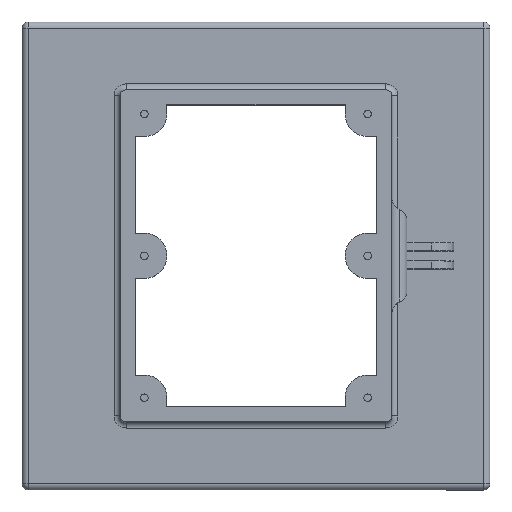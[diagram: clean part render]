
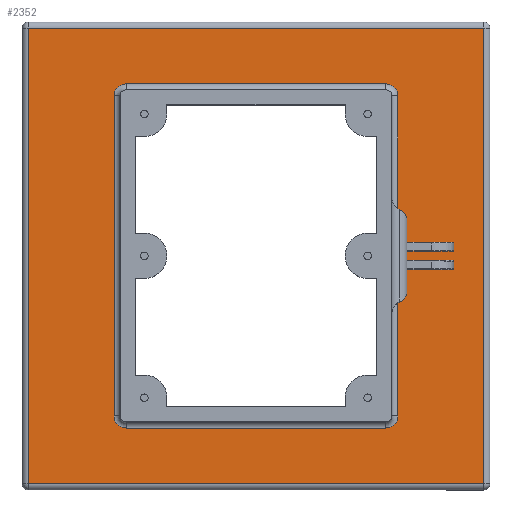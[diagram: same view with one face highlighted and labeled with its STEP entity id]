
A CAD part, top view. The second image highlights one B-rep face of the part: STEP entity #2352.
In plain terms, the highlighted planar face has unit normal (0, 0, 1).
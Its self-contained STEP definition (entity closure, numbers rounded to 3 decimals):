
#54=FACE_BOUND('',#288,.T.);
#85=PLANE('',#2564);
#144=FACE_OUTER_BOUND('',#287,.T.);
#287=EDGE_LOOP('',(#1504,#1505,#1506,#1507));
#288=EDGE_LOOP('',(#1508,#1509,#1510,#1511,#1512,#1513,#1514,#1515,#1516,
#1517,#1518,#1519,#1520,#1521));
#458=CIRCLE('',#2560,4.);
#459=CIRCLE('',#2562,4.);
#460=CIRCLE('',#2565,4.);
#461=CIRCLE('',#2566,4.);
#462=CIRCLE('',#2567,4.);
#463=CIRCLE('',#2568,4.);
#464=CIRCLE('',#2569,4.);
#465=CIRCLE('',#2570,4.);
#599=LINE('',#3652,#779);
#600=LINE('',#3666,#780);
#601=LINE('',#3668,#781);
#602=LINE('',#3670,#782);
#603=LINE('',#3671,#783);
#604=LINE('',#3677,#784);
#605=LINE('',#3681,#785);
#606=LINE('',#3685,#786);
#607=LINE('',#3689,#787);
#608=LINE('',#3692,#788);
#779=VECTOR('',#2858,2.5);
#780=VECTOR('',#2861,10.);
#781=VECTOR('',#2862,10.);
#782=VECTOR('',#2863,10.);
#783=VECTOR('',#2864,10.);
#784=VECTOR('',#2869,10.);
#785=VECTOR('',#2872,10.);
#786=VECTOR('',#2875,10.);
#787=VECTOR('',#2878,10.);
#788=VECTOR('',#2881,10.);
#956=VERTEX_POINT('',#3592);
#958=VERTEX_POINT('',#3595);
#959=VERTEX_POINT('',#3608);
#961=VERTEX_POINT('',#3611);
#966=VERTEX_POINT('',#3664);
#967=VERTEX_POINT('',#3665);
#968=VERTEX_POINT('',#3667);
#969=VERTEX_POINT('',#3669);
#970=VERTEX_POINT('',#3672);
#971=VERTEX_POINT('',#3674);
#972=VERTEX_POINT('',#3676);
#973=VERTEX_POINT('',#3678);
#974=VERTEX_POINT('',#3680);
#975=VERTEX_POINT('',#3682);
#976=VERTEX_POINT('',#3684);
#977=VERTEX_POINT('',#3686);
#978=VERTEX_POINT('',#3688);
#979=VERTEX_POINT('',#3690);
#1168=EDGE_CURVE('',#956,#958,#458,.T.);
#1170=EDGE_CURVE('',#961,#959,#459,.T.);
#1176=EDGE_CURVE('',#961,#958,#599,.T.);
#1178=EDGE_CURVE('',#966,#967,#600,.T.);
#1179=EDGE_CURVE('',#968,#966,#601,.T.);
#1180=EDGE_CURVE('',#969,#968,#602,.T.);
#1181=EDGE_CURVE('',#967,#969,#603,.T.);
#1182=EDGE_CURVE('',#970,#956,#460,.T.);
#1183=EDGE_CURVE('',#959,#971,#461,.T.);
#1184=EDGE_CURVE('',#972,#971,#604,.T.);
#1185=EDGE_CURVE('',#973,#972,#462,.T.);
#1186=EDGE_CURVE('',#974,#973,#605,.T.);
#1187=EDGE_CURVE('',#975,#974,#463,.T.);
#1188=EDGE_CURVE('',#976,#975,#606,.T.);
#1189=EDGE_CURVE('',#977,#976,#464,.T.);
#1190=EDGE_CURVE('',#978,#977,#607,.T.);
#1191=EDGE_CURVE('',#979,#978,#465,.T.);
#1192=EDGE_CURVE('',#970,#979,#608,.T.);
#1504=ORIENTED_EDGE('',*,*,#1178,.F.);
#1505=ORIENTED_EDGE('',*,*,#1179,.F.);
#1506=ORIENTED_EDGE('',*,*,#1180,.F.);
#1507=ORIENTED_EDGE('',*,*,#1181,.F.);
#1508=ORIENTED_EDGE('',*,*,#1182,.T.);
#1509=ORIENTED_EDGE('',*,*,#1168,.T.);
#1510=ORIENTED_EDGE('',*,*,#1176,.F.);
#1511=ORIENTED_EDGE('',*,*,#1170,.T.);
#1512=ORIENTED_EDGE('',*,*,#1183,.T.);
#1513=ORIENTED_EDGE('',*,*,#1184,.F.);
#1514=ORIENTED_EDGE('',*,*,#1185,.F.);
#1515=ORIENTED_EDGE('',*,*,#1186,.F.);
#1516=ORIENTED_EDGE('',*,*,#1187,.F.);
#1517=ORIENTED_EDGE('',*,*,#1188,.F.);
#1518=ORIENTED_EDGE('',*,*,#1189,.F.);
#1519=ORIENTED_EDGE('',*,*,#1190,.F.);
#1520=ORIENTED_EDGE('',*,*,#1191,.F.);
#1521=ORIENTED_EDGE('',*,*,#1192,.F.);
#2352=ADVANCED_FACE('',(#144,#54),#85,.T.);
#2560=AXIS2_PLACEMENT_3D('',#3606,#2848,#2849);
#2562=AXIS2_PLACEMENT_3D('',#3612,#2853,#2854);
#2564=AXIS2_PLACEMENT_3D('',#3663,#2859,#2860);
#2565=AXIS2_PLACEMENT_3D('',#3673,#2865,#2866);
#2566=AXIS2_PLACEMENT_3D('',#3675,#2867,#2868);
#2567=AXIS2_PLACEMENT_3D('',#3679,#2870,#2871);
#2568=AXIS2_PLACEMENT_3D('',#3683,#2873,#2874);
#2569=AXIS2_PLACEMENT_3D('',#3687,#2876,#2877);
#2570=AXIS2_PLACEMENT_3D('',#3691,#2879,#2880);
#2848=DIRECTION('center_axis',(0.,0.,-1.));
#2849=DIRECTION('ref_axis',(-1.,0.,0.));
#2853=DIRECTION('center_axis',(0.,0.,-1.));
#2854=DIRECTION('ref_axis',(-1.,0.,0.));
#2858=DIRECTION('',(0.,1.,0.));
#2859=DIRECTION('center_axis',(0.,0.,1.));
#2860=DIRECTION('ref_axis',(1.,0.,0.));
#2861=DIRECTION('',(0.,-1.,0.));
#2862=DIRECTION('',(1.,0.,0.));
#2863=DIRECTION('',(0.,1.,0.));
#2864=DIRECTION('',(-1.,0.,0.));
#2865=DIRECTION('center_axis',(0.,0.,1.));
#2866=DIRECTION('ref_axis',(-0.707,-0.707,0.));
#2867=DIRECTION('center_axis',(0.,0.,1.));
#2868=DIRECTION('ref_axis',(-0.707,0.707,0.));
#2869=DIRECTION('',(0.,1.,0.));
#2870=DIRECTION('center_axis',(0.,0.,1.));
#2871=DIRECTION('ref_axis',(0.707,-0.707,0.));
#2872=DIRECTION('',(1.,0.,0.));
#2873=DIRECTION('center_axis',(0.,0.,1.));
#2874=DIRECTION('ref_axis',(-0.707,-0.707,0.));
#2875=DIRECTION('',(0.,-1.,0.));
#2876=DIRECTION('center_axis',(0.,0.,1.));
#2877=DIRECTION('ref_axis',(-0.707,0.707,0.));
#2878=DIRECTION('',(-1.,0.,0.));
#2879=DIRECTION('center_axis',(0.,0.,1.));
#2880=DIRECTION('ref_axis',(0.707,0.707,0.));
#2881=DIRECTION('',(0.,1.,0.));
#3592=CARTESIAN_POINT('',(48.84,65.635,5.));
#3595=CARTESIAN_POINT('',(50.805,63.926,5.));
#3606=CARTESIAN_POINT('Origin',(47.34,61.926,5.));
#3608=CARTESIAN_POINT('',(48.84,35.051,5.));
#3611=CARTESIAN_POINT('',(50.805,36.759,5.));
#3612=CARTESIAN_POINT('Origin',(47.34,38.759,5.));
#3652=CARTESIAN_POINT('',(50.805,42.843,5.));
#3663=CARTESIAN_POINT('Origin',(1.34,50.343,5.));
#3664=CARTESIAN_POINT('',(76.84,125.843,5.));
#3665=CARTESIAN_POINT('',(76.84,-25.157,5.));
#3666=CARTESIAN_POINT('',(76.84,89.093,5.));
#3667=CARTESIAN_POINT('',(-74.16,125.843,5.));
#3668=CARTESIAN_POINT('',(-37.41,125.843,5.));
#3669=CARTESIAN_POINT('',(-74.16,-25.157,5.));
#3670=CARTESIAN_POINT('',(-74.16,11.593,5.));
#3671=CARTESIAN_POINT('',(40.09,-25.157,5.));
#3672=CARTESIAN_POINT('',(48.34,65.879,5.));
#3673=CARTESIAN_POINT('Origin',(50.34,69.343,5.));
#3674=CARTESIAN_POINT('',(48.34,34.807,5.));
#3675=CARTESIAN_POINT('Origin',(50.34,31.343,5.));
#3676=CARTESIAN_POINT('',(48.34,-2.657,5.));
#3677=CARTESIAN_POINT('',(48.34,22.843,5.));
#3678=CARTESIAN_POINT('',(44.34,-6.657,5.));
#3679=CARTESIAN_POINT('Origin',(44.34,-2.657,5.));
#3680=CARTESIAN_POINT('',(-41.66,-6.657,5.));
#3681=CARTESIAN_POINT('',(-21.16,-6.657,5.));
#3682=CARTESIAN_POINT('',(-45.66,-2.657,5.));
#3683=CARTESIAN_POINT('Origin',(-41.66,-2.657,5.));
#3684=CARTESIAN_POINT('',(-45.66,103.343,5.));
#3685=CARTESIAN_POINT('',(-45.66,77.843,5.));
#3686=CARTESIAN_POINT('',(-41.66,107.343,5.));
#3687=CARTESIAN_POINT('Origin',(-41.66,103.343,5.));
#3688=CARTESIAN_POINT('',(44.34,107.343,5.));
#3689=CARTESIAN_POINT('',(23.84,107.343,5.));
#3690=CARTESIAN_POINT('',(48.34,103.343,5.));
#3691=CARTESIAN_POINT('Origin',(44.34,103.343,5.));
#3692=CARTESIAN_POINT('',(48.34,22.843,5.));
